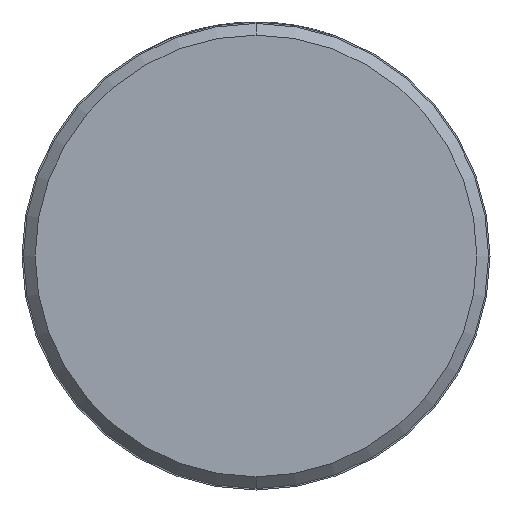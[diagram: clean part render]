
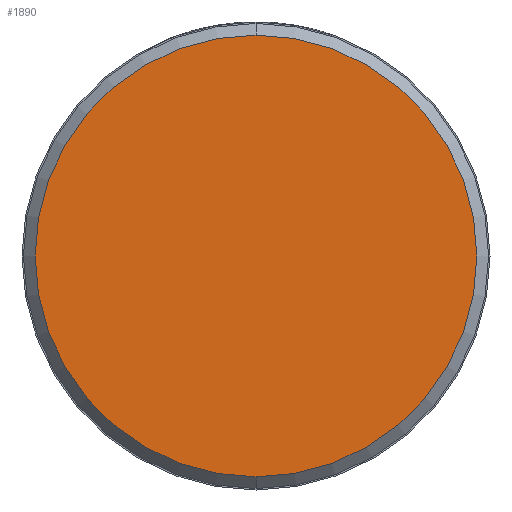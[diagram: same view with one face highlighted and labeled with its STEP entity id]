
A CAD part, front view. The second image highlights one B-rep face of the part: STEP entity #1890.
In plain terms, the highlighted planar face has unit normal (0, -1, 0).
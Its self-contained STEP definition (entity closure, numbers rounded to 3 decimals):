
#256 = EDGE_CURVE ( 'NONE', #1976, #1439, #1576, .T. ) ;
#259 = EDGE_CURVE ( 'NONE', #1439, #1976, #489, .T. ) ;
#272 = CARTESIAN_POINT ( 'NONE',  ( 0., 0., 0. ) ) ;
#281 = CARTESIAN_POINT ( 'NONE',  ( 0., 0., 37.75 ) ) ;
#449 = ORIENTED_EDGE ( 'NONE', *, *, #259, .T. ) ;
#489 = CIRCLE ( 'NONE', #1721, 37.75 ) ;
#497 = DIRECTION ( 'NONE',  ( 0., 0., 1. ) ) ;
#510 = DIRECTION ( 'NONE',  ( 0., 0., 1. ) ) ;
#602 = DIRECTION ( 'NONE',  ( 0., 0., 1. ) ) ;
#750 = AXIS2_PLACEMENT_3D ( 'NONE', #1333, #2514, #602 ) ;
#982 = CARTESIAN_POINT ( 'NONE',  ( 0., 0., 0. ) ) ;
#1044 = ORIENTED_EDGE ( 'NONE', *, *, #256, .T. ) ;
#1333 = CARTESIAN_POINT ( 'NONE',  ( 0., 0., 0. ) ) ;
#1439 = VERTEX_POINT ( 'NONE', #281 ) ;
#1493 = EDGE_LOOP ( 'NONE', ( #449, #1044 ) ) ;
#1576 = CIRCLE ( 'NONE', #1606, 37.75 ) ;
#1606 = AXIS2_PLACEMENT_3D ( 'NONE', #272, #1704, #497 ) ;
#1704 = DIRECTION ( 'NONE',  ( 0., -1., 0. ) ) ;
#1721 = AXIS2_PLACEMENT_3D ( 'NONE', #982, #2893, #510 ) ;
#1874 = FACE_OUTER_BOUND ( 'NONE', #1493, .T. ) ;
#1890 = ADVANCED_FACE ( 'NONE', ( #1874 ), #2766, .F. ) ;
#1976 = VERTEX_POINT ( 'NONE', #2375 ) ;
#2375 = CARTESIAN_POINT ( 'NONE',  ( 0., 0., -37.75 ) ) ;
#2514 = DIRECTION ( 'NONE',  ( 0., 1., 0. ) ) ;
#2766 = PLANE ( 'NONE',  #750 ) ;
#2893 = DIRECTION ( 'NONE',  ( 0., -1., 0. ) ) ;
